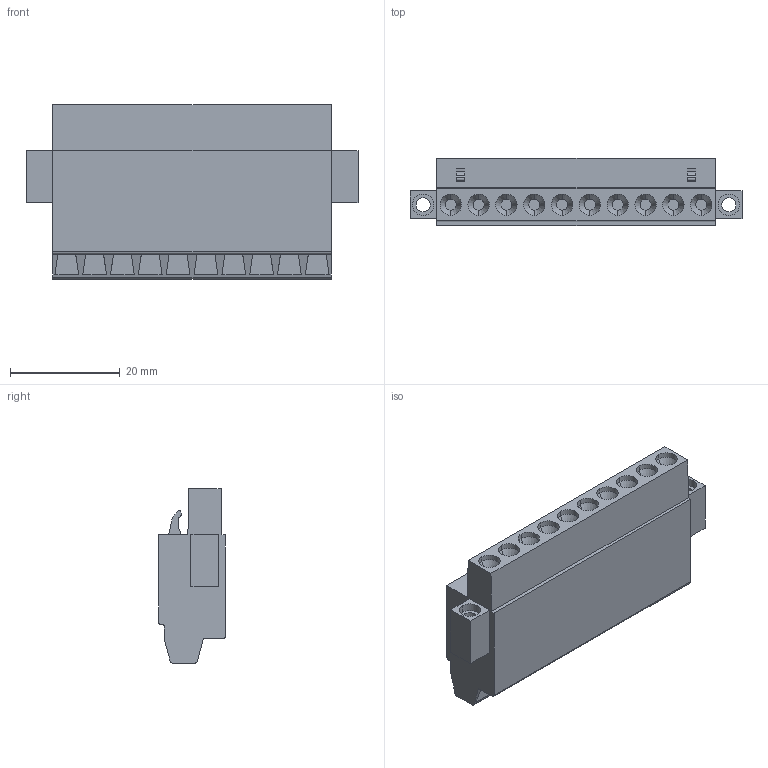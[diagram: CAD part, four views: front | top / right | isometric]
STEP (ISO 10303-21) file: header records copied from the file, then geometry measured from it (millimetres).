
FILE_DESCRIPTION((''),'2;1');
FILE_NAME('CU_CONN_CRIO_10_POS_WEID','2008-10-24T',('chrisj'),(''),'PRO/ENGINEER BY PARAMETRIC TECHNOLOGY CORPORATION, 2006300','PRO/ENGINEER BY PARAMETRIC TECHNOLOGY CORPORATION, 2006300','');
FILE_SCHEMA(('AUTOMOTIVE_DESIGN_CC2 { 1 2 10303 214 -1 1 5 2 }'));
Length unit declared in the file: inch
Products named in the file (1): CU_CONN_CRIO_10_POS_WEID
Bounding box: 60.6 x 12.2 x 31.8 mm (x, y, z)
Volume: 14788.3 mm3; surface area: 6551.1 mm2
Topology: 1 solids, 1 shells, 230 faces, 560 edges, 360 vertices
Faces by surface type: plane 145, cylinder 65, cone 20
Entity records: 6751 total; most frequent: DIRECTION 1170, CARTESIAN_POINT 1150, ORIENTED_EDGE 1120, EDGE_CURVE 560, VECTOR 410, LINE 410, AXIS2_PLACEMENT_3D 380, VERTEX_POINT 360
